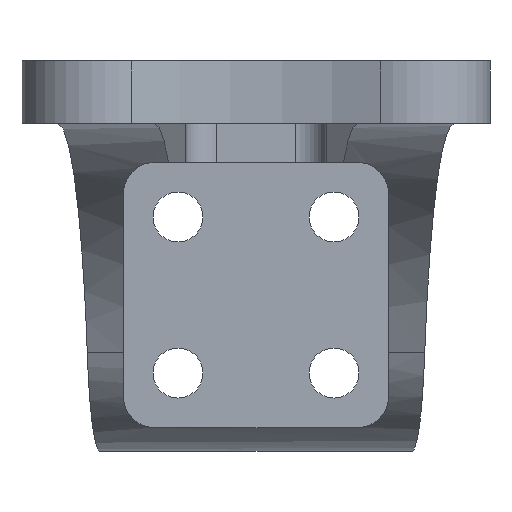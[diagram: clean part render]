
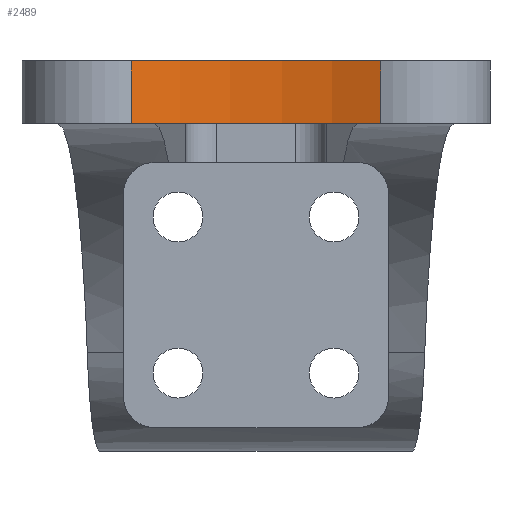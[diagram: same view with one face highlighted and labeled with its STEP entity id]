
A CAD part, front view. The second image highlights one B-rep face of the part: STEP entity #2489.
In plain terms, the highlighted cylindrical face has radius 20 mm (diameter 40 mm), a partial arc.
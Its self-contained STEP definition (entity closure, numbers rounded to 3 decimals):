
#44 = PLANE('',#45);
#45 = AXIS2_PLACEMENT_3D('',#46,#47,#48);
#46 = CARTESIAN_POINT('',(-23.,-31.,-4.));
#47 = DIRECTION('',(0.,0.,-1.));
#48 = DIRECTION('',(0.,-1.,0.));
#767 = VERTEX_POINT('',#768);
#768 = CARTESIAN_POINT('',(8.,-74.583,-4.));
#787 = CYLINDRICAL_SURFACE('',#788,5.);
#788 = AXIS2_PLACEMENT_3D('',#789,#790,#791);
#789 = CARTESIAN_POINT('',(10.,-70.,0.));
#790 = DIRECTION('',(0.,0.,1.));
#791 = DIRECTION('',(0.,-1.,0.));
#799 = EDGE_CURVE('',#767,#800,#802,.T.);
#800 = VERTEX_POINT('',#801);
#801 = CARTESIAN_POINT('',(-8.,-74.583,-4.));
#802 = SURFACE_CURVE('',#803,(#808,#819),.PCURVE_S1.);
#803 = CIRCLE('',#804,20.);
#804 = AXIS2_PLACEMENT_3D('',#805,#806,#807);
#805 = CARTESIAN_POINT('',(0.,-92.913,-4.));
#806 = DIRECTION('',(0.,0.,1.));
#807 = DIRECTION('',(0.,-1.,0.));
#808 = PCURVE('',#44,#809);
#809 = DEFINITIONAL_REPRESENTATION('',(#810),#818);
#810 = ( BOUNDED_CURVE() B_SPLINE_CURVE(2,(#811,#812,#813,#814,#815,#816
,#817),.UNSPECIFIED.,.T.,.F.) B_SPLINE_CURVE_WITH_KNOTS((1,2,2,2,2,1),(
    -2.094,0.,2.094,4.189,6.283,
8.378),.UNSPECIFIED.) CURVE() GEOMETRIC_REPRESENTATION_ITEM() 
RATIONAL_B_SPLINE_CURVE((1.,0.5,1.,0.5,1.,0.5,1.)) REPRESENTATION_ITEM(
  '') );
#811 = CARTESIAN_POINT('',(81.913,-23.));
#812 = CARTESIAN_POINT('',(81.913,-57.641));
#813 = CARTESIAN_POINT('',(51.913,-40.321));
#814 = CARTESIAN_POINT('',(21.913,-23.));
#815 = CARTESIAN_POINT('',(51.913,-5.679));
#816 = CARTESIAN_POINT('',(81.913,11.641));
#817 = CARTESIAN_POINT('',(81.913,-23.));
#818 = ( GEOMETRIC_REPRESENTATION_CONTEXT(2) 
PARAMETRIC_REPRESENTATION_CONTEXT() REPRESENTATION_CONTEXT('2D SPACE',''
  ) );
#819 = PCURVE('',#820,#825);
#820 = CYLINDRICAL_SURFACE('',#821,20.);
#821 = AXIS2_PLACEMENT_3D('',#822,#823,#824);
#822 = CARTESIAN_POINT('',(0.,-92.913,
    0.));
#823 = DIRECTION('',(0.,0.,1.));
#824 = DIRECTION('',(0.,-1.,0.));
#825 = DEFINITIONAL_REPRESENTATION('',(#826),#830);
#826 = LINE('',#827,#828);
#827 = CARTESIAN_POINT('',(0.,-4.));
#828 = VECTOR('',#829,1.);
#829 = DIRECTION('',(1.,0.));
#830 = ( GEOMETRIC_REPRESENTATION_CONTEXT(2) 
PARAMETRIC_REPRESENTATION_CONTEXT() REPRESENTATION_CONTEXT('2D SPACE',''
  ) );
#853 = CYLINDRICAL_SURFACE('',#854,5.);
#854 = AXIS2_PLACEMENT_3D('',#855,#856,#857);
#855 = CARTESIAN_POINT('',(-10.,-70.,0.));
#856 = DIRECTION('',(0.,0.,1.));
#857 = DIRECTION('',(0.,-1.,0.));
#1336 = PLANE('',#1337);
#1337 = AXIS2_PLACEMENT_3D('',#1338,#1339,#1340);
#1338 = CARTESIAN_POINT('',(-23.,-76.,0.));
#1339 = DIRECTION('',(0.,0.,1.));
#1340 = DIRECTION('',(0.,1.,0.));
#2444 = VERTEX_POINT('',#2445);
#2445 = CARTESIAN_POINT('',(-8.,-74.583,0.));
#2469 = EDGE_CURVE('',#2444,#800,#2470,.T.);
#2470 = SURFACE_CURVE('',#2471,(#2475,#2482),.PCURVE_S1.);
#2471 = LINE('',#2472,#2473);
#2472 = CARTESIAN_POINT('',(-8.,-74.583,0.));
#2473 = VECTOR('',#2474,1.);
#2474 = DIRECTION('',(0.,0.,-1.));
#2475 = PCURVE('',#853,#2476);
#2476 = DEFINITIONAL_REPRESENTATION('',(#2477),#2481);
#2477 = LINE('',#2478,#2479);
#2478 = CARTESIAN_POINT('',(6.695,0.));
#2479 = VECTOR('',#2480,1.);
#2480 = DIRECTION('',(0.,-1.));
#2481 = ( GEOMETRIC_REPRESENTATION_CONTEXT(2) 
PARAMETRIC_REPRESENTATION_CONTEXT() REPRESENTATION_CONTEXT('2D SPACE',''
  ) );
#2482 = PCURVE('',#820,#2483);
#2483 = DEFINITIONAL_REPRESENTATION('',(#2484),#2488);
#2484 = LINE('',#2485,#2486);
#2485 = CARTESIAN_POINT('',(3.553,0.));
#2486 = VECTOR('',#2487,1.);
#2487 = DIRECTION('',(0.,-1.));
#2488 = ( GEOMETRIC_REPRESENTATION_CONTEXT(2) 
PARAMETRIC_REPRESENTATION_CONTEXT() REPRESENTATION_CONTEXT('2D SPACE',''
  ) );
#2489 = ADVANCED_FACE('',(#2490),#820,.F.);
#2490 = FACE_BOUND('',#2491,.F.);
#2491 = EDGE_LOOP('',(#2492,#2516,#2537,#2538));
#2492 = ORIENTED_EDGE('',*,*,#2493,.F.);
#2493 = EDGE_CURVE('',#2494,#2444,#2496,.T.);
#2494 = VERTEX_POINT('',#2495);
#2495 = CARTESIAN_POINT('',(8.,-74.583,0.));
#2496 = SURFACE_CURVE('',#2497,(#2502,#2509),.PCURVE_S1.);
#2497 = CIRCLE('',#2498,20.);
#2498 = AXIS2_PLACEMENT_3D('',#2499,#2500,#2501);
#2499 = CARTESIAN_POINT('',(0.,-92.913,
    0.));
#2500 = DIRECTION('',(0.,0.,1.));
#2501 = DIRECTION('',(0.,-1.,0.));
#2502 = PCURVE('',#820,#2503);
#2503 = DEFINITIONAL_REPRESENTATION('',(#2504),#2508);
#2504 = LINE('',#2505,#2506);
#2505 = CARTESIAN_POINT('',(0.,0.));
#2506 = VECTOR('',#2507,1.);
#2507 = DIRECTION('',(1.,0.));
#2508 = ( GEOMETRIC_REPRESENTATION_CONTEXT(2) 
PARAMETRIC_REPRESENTATION_CONTEXT() REPRESENTATION_CONTEXT('2D SPACE',''
  ) );
#2509 = PCURVE('',#1336,#2510);
#2510 = DEFINITIONAL_REPRESENTATION('',(#2511),#2515);
#2511 = CIRCLE('',#2512,20.);
#2512 = AXIS2_PLACEMENT_2D('',#2513,#2514);
#2513 = CARTESIAN_POINT('',(-16.913,-23.));
#2514 = DIRECTION('',(-1.,0.));
#2515 = ( GEOMETRIC_REPRESENTATION_CONTEXT(2) 
PARAMETRIC_REPRESENTATION_CONTEXT() REPRESENTATION_CONTEXT('2D SPACE',''
  ) );
#2516 = ORIENTED_EDGE('',*,*,#2517,.T.);
#2517 = EDGE_CURVE('',#2494,#767,#2518,.T.);
#2518 = SURFACE_CURVE('',#2519,(#2523,#2530),.PCURVE_S1.);
#2519 = LINE('',#2520,#2521);
#2520 = CARTESIAN_POINT('',(8.,-74.583,0.));
#2521 = VECTOR('',#2522,1.);
#2522 = DIRECTION('',(0.,0.,-1.));
#2523 = PCURVE('',#820,#2524);
#2524 = DEFINITIONAL_REPRESENTATION('',(#2525),#2529);
#2525 = LINE('',#2526,#2527);
#2526 = CARTESIAN_POINT('',(2.73,0.));
#2527 = VECTOR('',#2528,1.);
#2528 = DIRECTION('',(0.,-1.));
#2529 = ( GEOMETRIC_REPRESENTATION_CONTEXT(2) 
PARAMETRIC_REPRESENTATION_CONTEXT() REPRESENTATION_CONTEXT('2D SPACE',''
  ) );
#2530 = PCURVE('',#787,#2531);
#2531 = DEFINITIONAL_REPRESENTATION('',(#2532),#2536);
#2532 = LINE('',#2533,#2534);
#2533 = CARTESIAN_POINT('',(5.872,0.));
#2534 = VECTOR('',#2535,1.);
#2535 = DIRECTION('',(0.,-1.));
#2536 = ( GEOMETRIC_REPRESENTATION_CONTEXT(2) 
PARAMETRIC_REPRESENTATION_CONTEXT() REPRESENTATION_CONTEXT('2D SPACE',''
  ) );
#2537 = ORIENTED_EDGE('',*,*,#799,.T.);
#2538 = ORIENTED_EDGE('',*,*,#2469,.F.);
